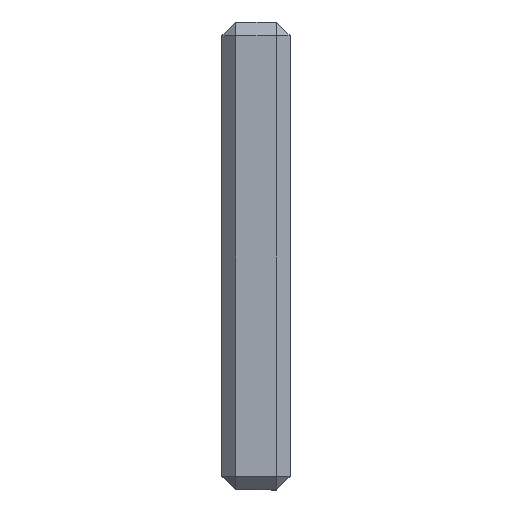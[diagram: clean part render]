
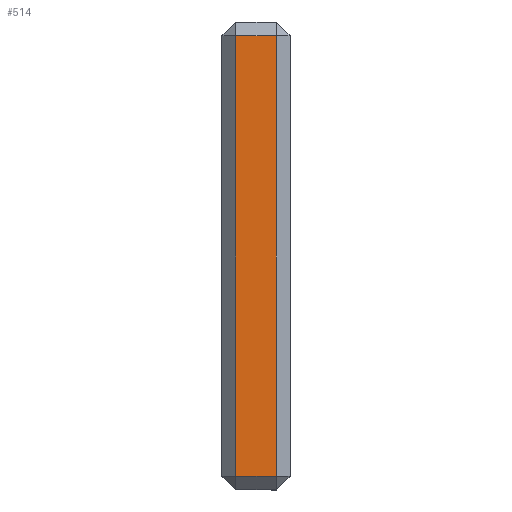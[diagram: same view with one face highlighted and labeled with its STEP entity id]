
A CAD part, left-side view. The second image highlights one B-rep face of the part: STEP entity #514.
In plain terms, the highlighted face is planar.
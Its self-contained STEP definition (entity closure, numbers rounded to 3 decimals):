
#514 = ADVANCED_FACE ( 'NONE', ( #2154 ), #2153, .F. ) ;
#515 = EDGE_LOOP ( 'NONE', ( #516, #553, #556, #559 ) ) ;
#516 = ORIENTED_EDGE ( 'NONE', *, *, #551, .T. ) ;
#517 = VERTEX_POINT ( 'NONE', #2115 ) ;
#551 = EDGE_CURVE ( 'NONE', #517, #552, #2245, .T. ) ;
#552 = VERTEX_POINT ( 'NONE', #2177 ) ;
#553 = ORIENTED_EDGE ( 'NONE', *, *, #554, .T. ) ;
#554 = EDGE_CURVE ( 'NONE', #552, #555, #2176, .T. ) ;
#555 = VERTEX_POINT ( 'NONE', #2172 ) ;
#556 = ORIENTED_EDGE ( 'NONE', *, *, #557, .T. ) ;
#557 = EDGE_CURVE ( 'NONE', #555, #558, #2171, .T. ) ;
#558 = VERTEX_POINT ( 'NONE', #2249 ) ;
#559 = ORIENTED_EDGE ( 'NONE', *, *, #560, .T. ) ;
#560 = EDGE_CURVE ( 'NONE', #558, #517, #2248, .T. ) ;
#2115 = CARTESIAN_POINT ( 'NONE',  ( 48.5, -364., 3. ) ) ;
#2135 = CARTESIAN_POINT ( 'NONE',  ( -51.5, -364., 15. ) ) ;
#2136 = AXIS2_PLACEMENT_3D ( 'NONE', #2135, #2236, #2235 ) ;
#2153 = PLANE ( 'NONE',  #2136 ) ;
#2154 = FACE_OUTER_BOUND ( 'NONE', #515, .T. ) ;
#2168 = DIRECTION ( 'NONE',  ( 0., 0., -1. ) ) ;
#2169 = VECTOR ( 'NONE', #2168, 1000. ) ;
#2170 = CARTESIAN_POINT ( 'NONE',  ( -48.5, -364., 15. ) ) ;
#2171 = LINE ( 'NONE', #2170, #2169 ) ;
#2172 = CARTESIAN_POINT ( 'NONE',  ( -48.5, -364., 12. ) ) ;
#2173 = DIRECTION ( 'NONE',  ( -1., 0., 0. ) ) ;
#2174 = VECTOR ( 'NONE', #2173, 1000. ) ;
#2175 = CARTESIAN_POINT ( 'NONE',  ( -51.5, -364., 12. ) ) ;
#2176 = LINE ( 'NONE', #2175, #2174 ) ;
#2177 = CARTESIAN_POINT ( 'NONE',  ( 48.5, -364., 12. ) ) ;
#2203 = DIRECTION ( 'NONE',  ( 1., 0., 0. ) ) ;
#2235 = DIRECTION ( 'NONE',  ( 0., 0., 1. ) ) ;
#2236 = DIRECTION ( 'NONE',  ( 0., 1., 0. ) ) ;
#2242 = DIRECTION ( 'NONE',  ( 0., 0., 1. ) ) ;
#2243 = VECTOR ( 'NONE', #2242, 1000. ) ;
#2244 = CARTESIAN_POINT ( 'NONE',  ( 48.5, -364., 15. ) ) ;
#2245 = LINE ( 'NONE', #2244, #2243 ) ;
#2246 = VECTOR ( 'NONE', #2203, 1000. ) ;
#2247 = CARTESIAN_POINT ( 'NONE',  ( -51.5, -364., 3. ) ) ;
#2248 = LINE ( 'NONE', #2247, #2246 ) ;
#2249 = CARTESIAN_POINT ( 'NONE',  ( -48.5, -364., 3. ) ) ;
